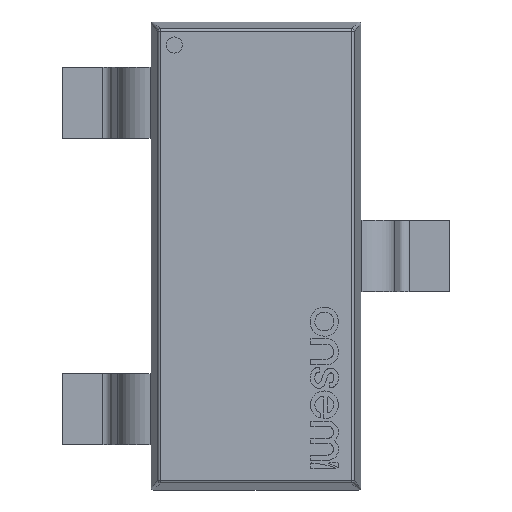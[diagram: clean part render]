
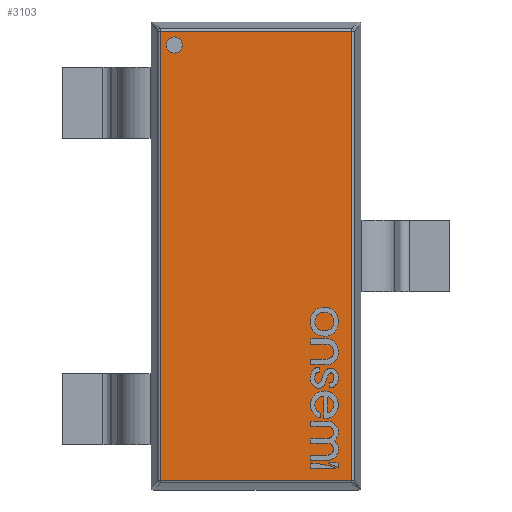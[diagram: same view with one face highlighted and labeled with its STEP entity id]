
A CAD part, top view. The second image highlights one B-rep face of the part: STEP entity #3103.
In plain terms, the highlighted planar face has unit normal (0, 0, 1).
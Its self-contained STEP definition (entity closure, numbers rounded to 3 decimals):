
#283=PLANE('',#3431);
#387=LINE('',#4285,#645);
#393=LINE('',#4311,#651);
#395=LINE('',#4314,#653);
#397=LINE('',#4317,#655);
#645=VECTOR('',#3649,10.);
#651=VECTOR('',#3679,10.);
#653=VECTOR('',#3683,10.);
#655=VECTOR('',#3687,10.);
#947=FACE_OUTER_BOUND('',#1135,.T.);
#1135=EDGE_LOOP('',(#2273,#2274,#2275,#2276));
#1374=VERTEX_POINT('',#4248);
#1385=VERTEX_POINT('',#4275);
#1388=VERTEX_POINT('',#4288);
#1391=VERTEX_POINT('',#4298);
#1698=EDGE_CURVE('',#1374,#1385,#387,.T.);
#1711=EDGE_CURVE('',#1385,#1391,#393,.T.);
#1713=EDGE_CURVE('',#1391,#1388,#395,.T.);
#1715=EDGE_CURVE('',#1388,#1374,#397,.T.);
#2273=ORIENTED_EDGE('',*,*,#1698,.F.);
#2274=ORIENTED_EDGE('',*,*,#1715,.F.);
#2275=ORIENTED_EDGE('',*,*,#1713,.F.);
#2276=ORIENTED_EDGE('',*,*,#1711,.F.);
#3103=ADVANCED_FACE('',(#947),#283,.T.);
#3431=AXIS2_PLACEMENT_3D('',#4368,#3748,#3749);
#3649=DIRECTION('',(0.,1.,0.));
#3679=DIRECTION('',(1.,0.,0.));
#3683=DIRECTION('',(0.,-1.,0.));
#3687=DIRECTION('',(-1.,0.,0.));
#3748=DIRECTION('center_axis',(0.,0.,1.));
#3749=DIRECTION('ref_axis',(1.,0.,0.));
#4248=CARTESIAN_POINT('',(-0.593,-1.393,1.11));
#4275=CARTESIAN_POINT('',(-0.593,1.393,1.11));
#4285=CARTESIAN_POINT('',(-0.593,-0.725,1.11));
#4288=CARTESIAN_POINT('',(0.593,-1.393,1.11));
#4298=CARTESIAN_POINT('',(0.593,1.393,1.11));
#4311=CARTESIAN_POINT('',(-0.325,1.393,1.11));
#4314=CARTESIAN_POINT('',(0.593,0.725,1.11));
#4317=CARTESIAN_POINT('',(0.325,-1.393,1.11));
#4368=CARTESIAN_POINT('Origin',(0.,0.,1.11));
